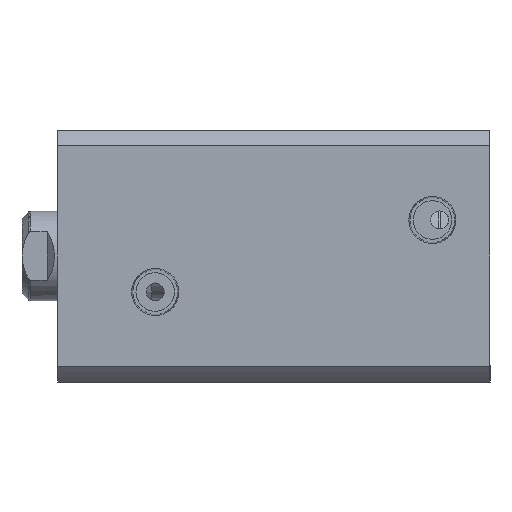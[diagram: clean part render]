
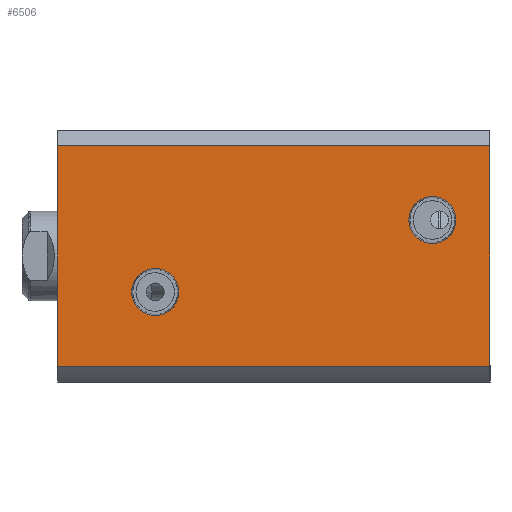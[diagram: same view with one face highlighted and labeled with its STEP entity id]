
A CAD part, left-side view. The second image highlights one B-rep face of the part: STEP entity #6506.
In plain terms, the highlighted planar face has unit normal (-1, 0, 0).
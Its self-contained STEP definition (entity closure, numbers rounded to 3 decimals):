
#246 = VERTEX_POINT ( 'NONE', #1982 ) ;
#429 = VERTEX_POINT ( 'NONE', #9859 ) ;
#1227 = EDGE_CURVE ( 'NONE', #3158, #429, #3015, .T. ) ;
#1481 = CARTESIAN_POINT ( 'NONE',  ( -35., 35., 0. ) ) ;
#1748 = ORIENTED_EDGE ( 'NONE', *, *, #6325, .F. ) ;
#1777 = CARTESIAN_POINT ( 'NONE',  ( -35., -10., 16. ) ) ;
#1908 = DIRECTION ( 'NONE',  ( -1., 0., 0. ) ) ;
#1982 = CARTESIAN_POINT ( 'NONE',  ( -35., -10., 9.459 ) ) ;
#2455 = DIRECTION ( 'NONE',  ( -1., 0., 0. ) ) ;
#2763 = DIRECTION ( 'NONE',  ( 0., 0., 1. ) ) ;
#2912 = ORIENTED_EDGE ( 'NONE', *, *, #7439, .F. ) ;
#3015 = CIRCLE ( 'NONE', #9412, 6.541 ) ;
#3097 = EDGE_CURVE ( 'NONE', #5681, #3795, #8715, .T. ) ;
#3158 = VERTEX_POINT ( 'NONE', #11729 ) ;
#3309 = VERTEX_POINT ( 'NONE', #11063 ) ;
#3571 = CIRCLE ( 'NONE', #12307, 6.541 ) ;
#3741 = VECTOR ( 'NONE', #5587, 1000. ) ;
#3795 = VERTEX_POINT ( 'NONE', #4740 ) ;
#3844 = CARTESIAN_POINT ( 'NONE',  ( -35., 35., 120. ) ) ;
#4112 = ORIENTED_EDGE ( 'NONE', *, *, #4206, .F. ) ;
#4124 = CARTESIAN_POINT ( 'NONE',  ( -35., 30.615, 0. ) ) ;
#4206 = EDGE_CURVE ( 'NONE', #3795, #11215, #8933, .T. ) ;
#4258 = EDGE_LOOP ( 'NONE', ( #7946, #10761 ) ) ;
#4276 = DIRECTION ( 'NONE',  ( -1., 0., 0. ) ) ;
#4297 = CARTESIAN_POINT ( 'NONE',  ( -35., 30.615, -180. ) ) ;
#4740 = CARTESIAN_POINT ( 'NONE',  ( -35., -30.615, 120. ) ) ;
#4905 = EDGE_CURVE ( 'NONE', #246, #3309, #6348, .T. ) ;
#4974 = EDGE_LOOP ( 'NONE', ( #1748, #11998, #4112, #7629 ) ) ;
#4979 = CARTESIAN_POINT ( 'NONE',  ( -35., 30.615, 120. ) ) ;
#5198 = EDGE_CURVE ( 'NONE', #6868, #11215, #12160, .T. ) ;
#5496 = DIRECTION ( 'NONE',  ( 0., 1., 0. ) ) ;
#5587 = DIRECTION ( 'NONE',  ( 0., 0., -1. ) ) ;
#5681 = VERTEX_POINT ( 'NONE', #4979 ) ;
#5892 = AXIS2_PLACEMENT_3D ( 'NONE', #8160, #2455, #9105 ) ;
#6133 = FACE_BOUND ( 'NONE', #6896, .T. ) ;
#6156 = VECTOR ( 'NONE', #10514, 1000. ) ;
#6325 = EDGE_CURVE ( 'NONE', #6868, #5681, #7347, .T. ) ;
#6348 = CIRCLE ( 'NONE', #7195, 6.541 ) ;
#6506 = ADVANCED_FACE ( 'NONE', ( #10907, #6133, #11216 ), #8426, .F. ) ;
#6868 = VERTEX_POINT ( 'NONE', #4124 ) ;
#6896 = EDGE_LOOP ( 'NONE', ( #2912, #11285 ) ) ;
#7033 = VECTOR ( 'NONE', #10943, 1000. ) ;
#7195 = AXIS2_PLACEMENT_3D ( 'NONE', #9976, #4276, #10927 ) ;
#7347 = LINE ( 'NONE', #4297, #7033 ) ;
#7439 = EDGE_CURVE ( 'NONE', #429, #3158, #10313, .T. ) ;
#7618 = CARTESIAN_POINT ( 'NONE',  ( -35., 10., 93. ) ) ;
#7629 = ORIENTED_EDGE ( 'NONE', *, *, #3097, .F. ) ;
#7946 = ORIENTED_EDGE ( 'NONE', *, *, #9827, .F. ) ;
#8160 = CARTESIAN_POINT ( 'NONE',  ( -35., 10., 93. ) ) ;
#8426 = PLANE ( 'NONE',  #11438 ) ;
#8449 = DIRECTION ( 'NONE',  ( -1., 0., 0. ) ) ;
#8590 = DIRECTION ( 'NONE',  ( 0., 0., 1. ) ) ;
#8715 = LINE ( 'NONE', #3844, #6156 ) ;
#8933 = LINE ( 'NONE', #11296, #3741 ) ;
#9105 = DIRECTION ( 'NONE',  ( 0., 0., 1. ) ) ;
#9332 = VECTOR ( 'NONE', #10071, 1000. ) ;
#9412 = AXIS2_PLACEMENT_3D ( 'NONE', #7618, #1908, #8590 ) ;
#9722 = CARTESIAN_POINT ( 'NONE',  ( -35., -30.615, 0. ) ) ;
#9827 = EDGE_CURVE ( 'NONE', #3309, #246, #3571, .T. ) ;
#9859 = CARTESIAN_POINT ( 'NONE',  ( -35., 10., 99.541 ) ) ;
#9976 = CARTESIAN_POINT ( 'NONE',  ( -35., -10., 16. ) ) ;
#10071 = DIRECTION ( 'NONE',  ( 0., -1., 0. ) ) ;
#10271 = CARTESIAN_POINT ( 'NONE',  ( -35., 35., 120. ) ) ;
#10313 = CIRCLE ( 'NONE', #5892, 6.541 ) ;
#10514 = DIRECTION ( 'NONE',  ( 0., -1., 0. ) ) ;
#10761 = ORIENTED_EDGE ( 'NONE', *, *, #4905, .F. ) ;
#10907 = FACE_BOUND ( 'NONE', #4258, .T. ) ;
#10927 = DIRECTION ( 'NONE',  ( 0., 0., 1. ) ) ;
#10943 = DIRECTION ( 'NONE',  ( 0., 0., 1. ) ) ;
#11063 = CARTESIAN_POINT ( 'NONE',  ( -35., -10., 22.541 ) ) ;
#11202 = DIRECTION ( 'NONE',  ( 1., 0., 0. ) ) ;
#11215 = VERTEX_POINT ( 'NONE', #9722 ) ;
#11216 = FACE_OUTER_BOUND ( 'NONE', #4974, .T. ) ;
#11285 = ORIENTED_EDGE ( 'NONE', *, *, #1227, .F. ) ;
#11296 = CARTESIAN_POINT ( 'NONE',  ( -35., -30.615, -180. ) ) ;
#11438 = AXIS2_PLACEMENT_3D ( 'NONE', #10271, #11202, #5496 ) ;
#11729 = CARTESIAN_POINT ( 'NONE',  ( -35., 10., 86.459 ) ) ;
#11998 = ORIENTED_EDGE ( 'NONE', *, *, #5198, .T. ) ;
#12160 = LINE ( 'NONE', #1481, #9332 ) ;
#12307 = AXIS2_PLACEMENT_3D ( 'NONE', #1777, #8449, #2763 ) ;
